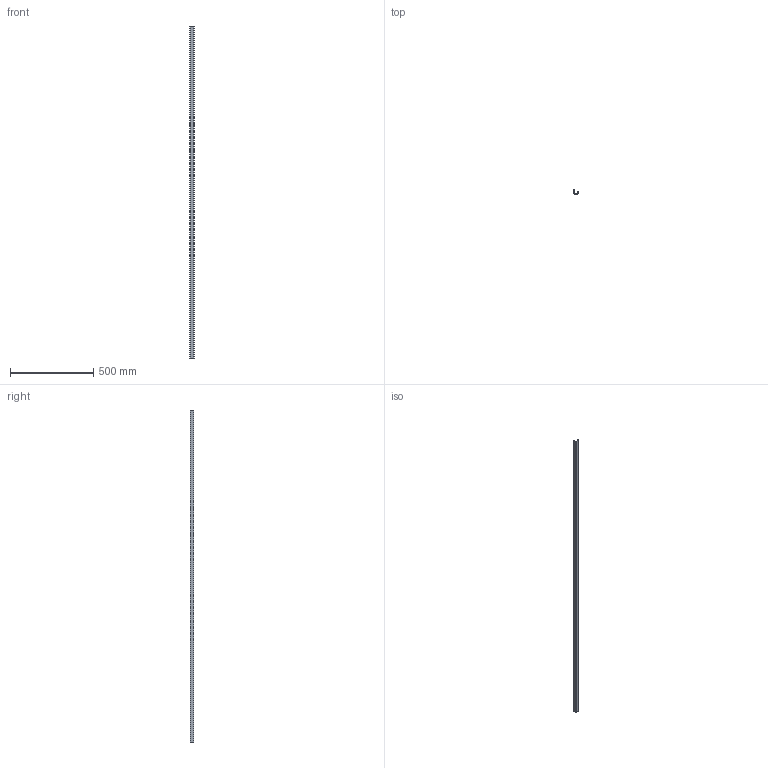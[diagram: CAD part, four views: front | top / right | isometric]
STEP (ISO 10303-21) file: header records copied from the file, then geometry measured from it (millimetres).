
FILE_DESCRIPTION((''),'2;1');
FILE_NAME('BRN0252KUN','2022-09-15T10:27:53',('a.koch'),(''),'CREO PARAMETRIC BY PTC INC, 2022162','CREO PARAMETRIC BY PTC INC, 2022162','');
FILE_SCHEMA(('AUTOMOTIVE_DESIGN { 1 0 10303 214 1 1 1 1 }'));
Length unit declared in the file: millimetre
Products named in the file (1): BRN0252KUN
Bounding box: 24.8 x 21 x 2000 mm (x, y, z)
Volume: 184486.4 mm3; surface area: 212750.9 mm2
Topology: 1 solids, 1 shells, 12 faces, 30 edges, 20 vertices
Faces by surface type: plane 10, cylinder 2
Entity records: 546 total; most frequent: COLOUR_RGB 91, CARTESIAN_POINT 64, ORIENTED_EDGE 60, DIRECTION 58, EDGE_CURVE 30, VECTOR 26, LINE 26, VERTEX_POINT 20
